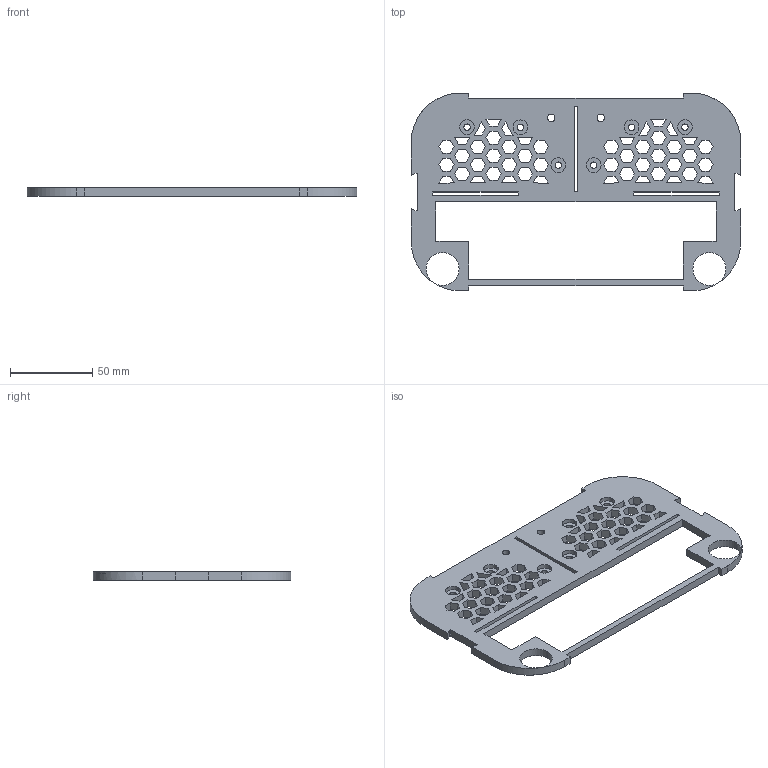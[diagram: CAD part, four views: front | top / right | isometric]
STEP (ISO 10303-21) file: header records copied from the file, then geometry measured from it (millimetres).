
FILE_DESCRIPTION (( 'STEP AP214' ), '1' );
FILE_NAME ('殤.STEP', '2020-08-30T13:45:22', ( '' ), ( '' ), 'SwSTEP 2.0', 'SolidWorks 2018', '' );
FILE_SCHEMA (( 'AUTOMOTIVE_DESIGN' ));
Length unit declared in the file: millimetre
Products named in the file (1): 殤
Bounding box: 200 x 120 x 5 mm (x, y, z)
Volume: 53007.4 mm3; surface area: 40000.6 mm2
Topology: 1 solids, 1 shells, 376 faces, 1080 edges, 720 vertices
Faces by surface type: plane 328, cylinder 48
Entity records: 12422 total; most frequent: CARTESIAN_POINT 2177, ORIENTED_EDGE 2160, DIRECTION 1930, EDGE_CURVE 1080, LINE 984, VECTOR 984, VERTEX_POINT 720, EDGE_LOOP 514
